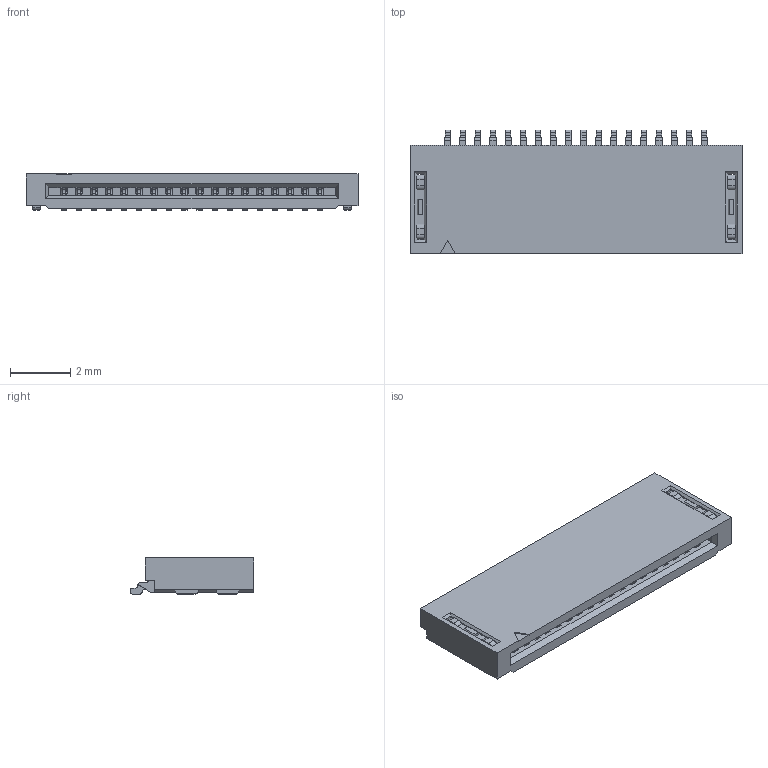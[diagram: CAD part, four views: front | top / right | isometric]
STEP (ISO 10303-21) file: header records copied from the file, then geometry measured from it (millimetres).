
FILE_DESCRIPTION(/* description */ ('Unknown'),/* implementation_level */ '2;1');
FILE_NAME(/* name */ '687118188722',/* time_stamp */ '2023-03-28T09:48:10+02:00',/* author */ ('Unknown'),/* organization */ ('Unknown'),/* preprocessor_version */ 'ST-DEVELOPER v18.102',/* originating_system */ 'Solid Edge',/* authorisation */ 'Unknown');
FILE_SCHEMA (('AUTOMOTIVE_DESIGN {1 0 10303 214 3 1 1}'));
Length unit declared in the file: millimetre
Products named in the file (5): 6871xx188722; 687118188722; 6871xx188722_Pin; 6871xx188722_Pin2; 6871xx188722_Pad
Assembly tree (21 placements, depth 2):
  6871xx188722
    687118188722
    6871xx188722_Pin  x9
    6871xx188722_Pin2  x9
    6871xx188722_Pad  x2
Bounding box: 11 x 4.1 x 1.2 mm (x, y, z)
Volume: 33.9 mm3; surface area: 352.9 mm2
Topology: 21 solids, 21 shells, 1618 faces, 4287 edges, 2674 vertices
Faces by surface type: plane 1000, cylinder 366, cone 252
Entity records: 17234 total; most frequent: CARTESIAN_POINT 2889, ORIENTED_EDGE 2886, DIRECTION 2633, EDGE_CURVE 1443, LINE 1237, VECTOR 1237, VERTEX_POINT 938, AXIS2_PLACEMENT_3D 698
